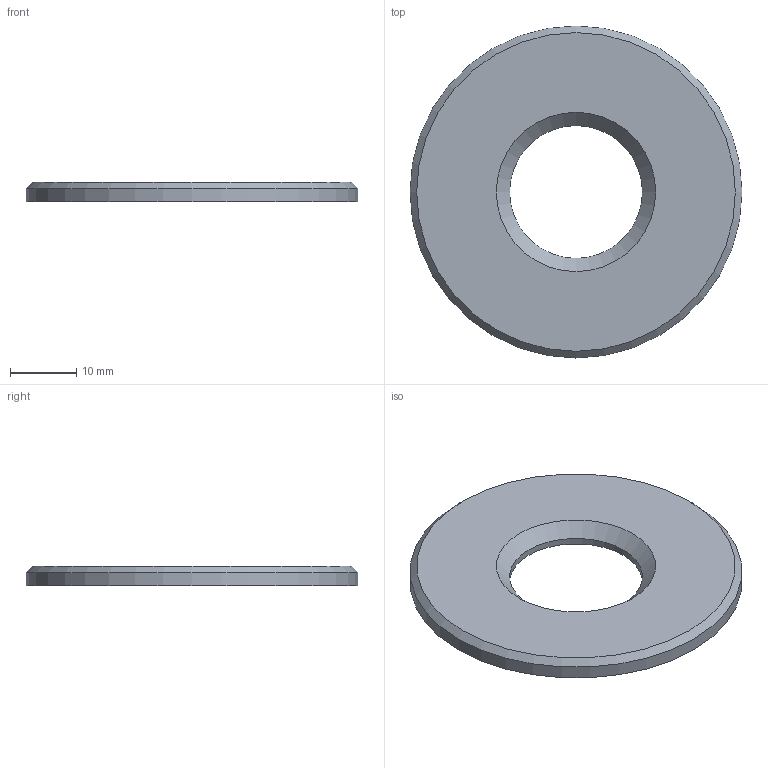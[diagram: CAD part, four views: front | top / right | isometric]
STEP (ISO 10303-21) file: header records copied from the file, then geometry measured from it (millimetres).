
FILE_DESCRIPTION(/* description */ ('','CAx-IF Rec.Pracs.---Representation and Presentation of Product Manufacturing Information (PMI)---4.0---2014-10-13'),/* implementation_level */ '2;1');
FILE_NAME(/* name */ 'Top Plate.step',/* time_stamp */ '2025-02-27T11:48:36+08:00',/* author */ (''),/* organization */ (''),/* preprocessor_version */ 'ST-DEVELOPER v20',/* originating_system */ 'Autodesk Translation Framework v13.20.0.188',/* authorisation */ '');
FILE_SCHEMA (('AP242_MANAGED_MODEL_BASED_3D_ENGINEERING_MIM_LF { 1 0 10303 442 1 1 4 }'));
Length unit declared in the file: millimetre
Products named in the file (1): Top Plate
Bounding box: 50 x 50 x 3 mm (x, y, z)
Volume: 3716.5 mm3; surface area: 4440.1 mm2
Topology: 1 solids, 1 shells, 78 faces, 190 edges, 126 vertices
Faces by surface type: plane 74, cone 2, cylinder 2
Full cylindrical faces by diameter (mm): 20 x1, 50 x1
Entity records: 2281 total; most frequent: CARTESIAN_POINT 395, ORIENTED_EDGE 380, DIRECTION 354, EDGE_CURVE 190, LINE 184, VECTOR 184, VERTEX_POINT 126, EDGE_LOOP 92
